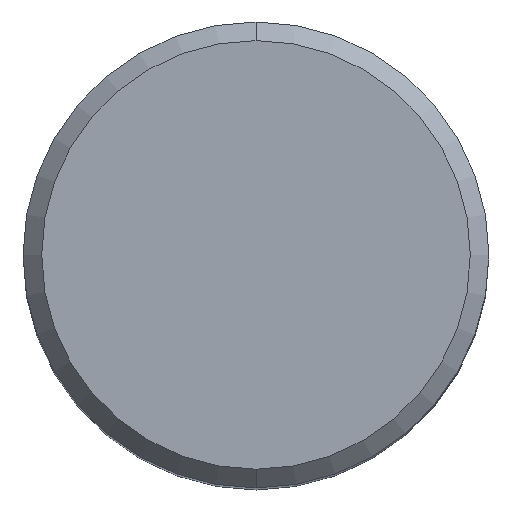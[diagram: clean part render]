
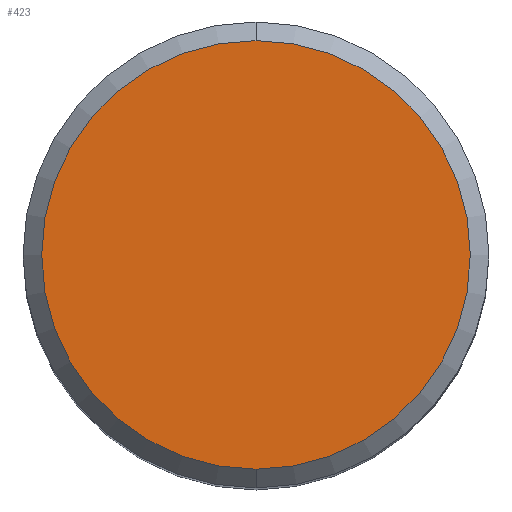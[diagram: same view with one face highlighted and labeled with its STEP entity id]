
A CAD part, top view. The second image highlights one B-rep face of the part: STEP entity #423.
In plain terms, the highlighted planar face has unit normal (0, 0, 1).
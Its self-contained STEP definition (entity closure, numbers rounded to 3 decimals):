
#307=EDGE_CURVE('',#399,#409,#626,.T.);
#349=EDGE_CURVE('',#409,#399,#671,.T.);
#399=VERTEX_POINT('',#727);
#409=VERTEX_POINT('',#737);
#423=ADVANCED_FACE('',(#754),#755,.T.);
#626=CIRCLE('',#1188,11.5);
#671=CIRCLE('',#1354,11.5);
#727=CARTESIAN_POINT('',(0.0,11.5,0.0));
#737=CARTESIAN_POINT('',(0.,-11.5,0.0));
#754=FACE_OUTER_BOUND('',#1499,.T.);
#755=PLANE('',#1500);
#1188=AXIS2_PLACEMENT_3D('',#1762,#1763,#1764);
#1354=AXIS2_PLACEMENT_3D('',#1804,#1805,#1806);
#1499=EDGE_LOOP('',(#1910,#1911));
#1500=AXIS2_PLACEMENT_3D('',#1912,#1913,#1914);
#1762=CARTESIAN_POINT('',(0.0,0.0,0.0));
#1763=DIRECTION('',(0.0,0.0,-1.0));
#1764=DIRECTION('',(0.0,1.0,0.0));
#1804=CARTESIAN_POINT('',(0.0,0.0,0.0));
#1805=DIRECTION('',(0.0,0.0,-1.0));
#1806=DIRECTION('',(0.0,1.0,0.0));
#1910=ORIENTED_EDGE('',*,*,#307,.F.);
#1911=ORIENTED_EDGE('',*,*,#349,.F.);
#1912=CARTESIAN_POINT('',(0.0,5.75,0.0));
#1913=DIRECTION('',(-0.0,0.0,1.0));
#1914=DIRECTION('',(0.0,-1.0,0.0));
